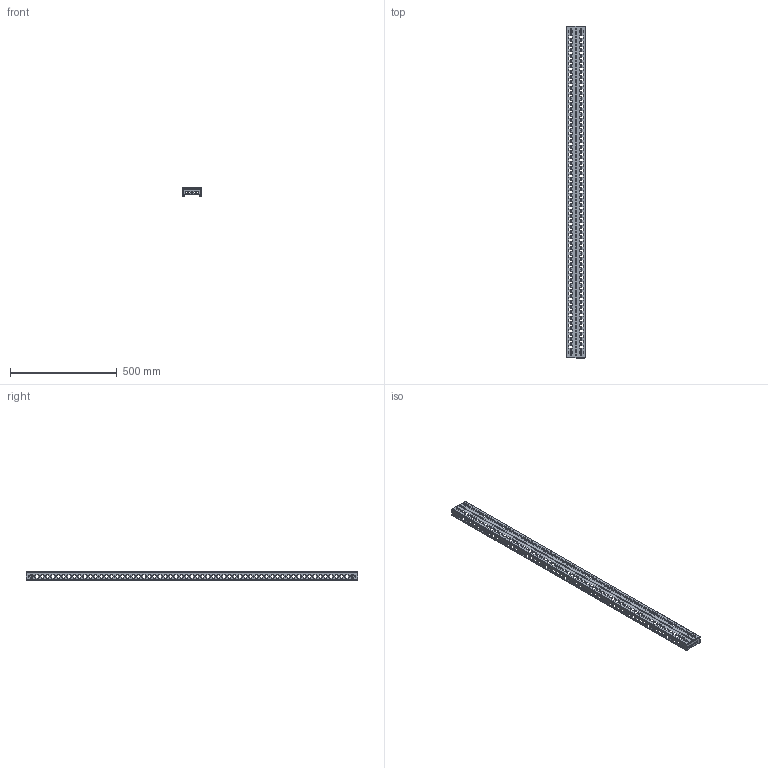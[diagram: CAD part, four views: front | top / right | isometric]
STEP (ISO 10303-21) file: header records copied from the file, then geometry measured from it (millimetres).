
FILE_DESCRIPTION (( 'STEP AP214' ), '1' );
FILE_NAME ('YKM40D-FO-STDV-1553 FORMAT Ñòîéêà âåðò. äîï. âíóòð. 1553ìì (2øò_êîìïë) IEK.STEP', '2022-05-31T10:49:46', ( '' ), ( '' ), 'SwSTEP 2.0', 'SolidWorks 2017', '' );
FILE_SCHEMA (( 'AUTOMOTIVE_DESIGN' ));
Length unit declared in the file: millimetre
Products named in the file (1): YKM40D-FO-STDV-1553 FORMAT Ñòîéêà âåðò. äîï. âíóòð. 1553ìì (2øò_êîìïë) IEK
Bounding box: 92 x 1553 x 38 mm (x, y, z)
Volume: 476553.2 mm3; surface area: 525899.7 mm2
Topology: 3 solids, 3 shells, 1912 faces, 5638 edges, 3732 vertices
Faces by surface type: plane 1070, cylinder 842
Entity records: 87630 total; most frequent: CARTESIAN_POINT 11283, ORIENTED_EDGE 11276, DIRECTION 11148, EDGE_CURVE 5638, LINE 3954, VECTOR 3954, VERTEX_POINT 3732, AXIS2_PLACEMENT_3D 3597
